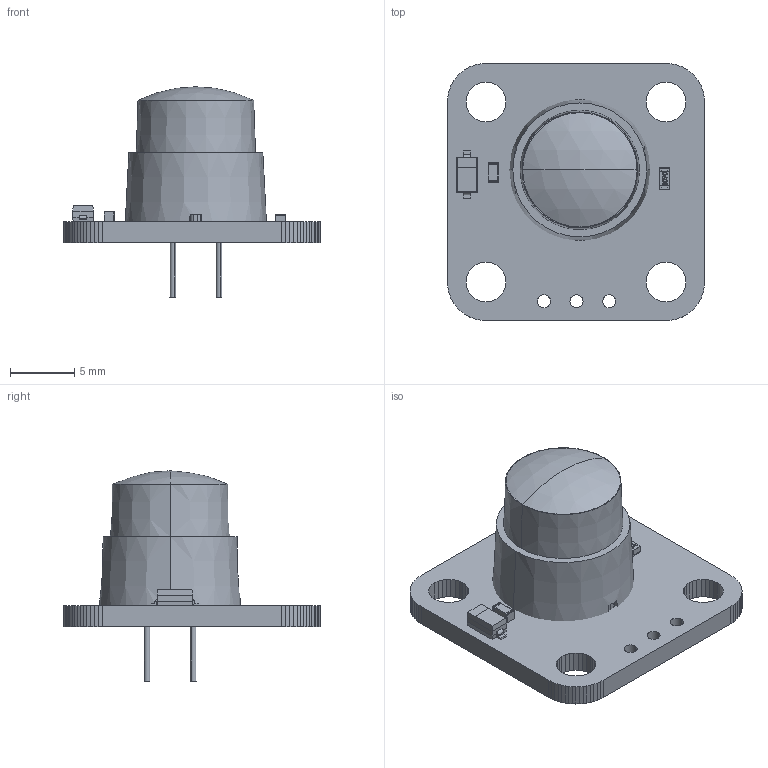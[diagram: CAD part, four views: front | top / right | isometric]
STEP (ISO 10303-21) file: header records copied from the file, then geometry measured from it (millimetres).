
FILE_DESCRIPTION(('PCB Model'),'2;1');
FILE_NAME('EVE PIR.STEP','2021-09-07T16:09:15',( 'pritesh'),('Unspecified'),'Open CASCADE STEP processor 6.8', 'Proteus','Unknown');
FILE_SCHEMA(('AUTOMOTIVE_DESIGN { 1 0 10303 214 1 1 1 1 }'));
Length unit declared in the file: millimetre
Products named in the file (27): Open CASCADE STEP translator 6.8 1; Layer_1; U1; Open CASCADE STEP translator 6.8 1.2.1; Body_1; SOLID; C1; Open CASCADE STEP translator 6.8 1.3.1; Part_3; Part_2; Part_1; D1; Open CASCADE STEP translator 6.8 1.4.1; R1; Open CASCADE STEP translator 6.8 1.5.1; =>[0:1:1:3]; =>[0:1:1:4]; =>[0:1:1:5]; =>[0:1:1:6]
Assembly tree (26 placements, depth 6):
  Open CASCADE STEP translator 6.8 1
    Layer_1
    U1
      Open CASCADE STEP translator 6.8 1.2.1
        Body_1
          (unnamed)
          (unnamed)
            SOLID
            SOLID
            SOLID
            SOLID
    C1
      Open CASCADE STEP translator 6.8 1.3.1
        Body_1
          Part_3
          Part_2
          Part_1
    D1
      Open CASCADE STEP translator 6.8 1.4.1
        Body_1
    R1
      Open CASCADE STEP translator 6.8 1.5.1
        Body_1
          =>[0:1:1:3]
          =>[0:1:1:4]
          =>[0:1:1:5]
          =>[0:1:1:6]
Bounding box: 20 x 20 x 16.37 mm (x, y, z)
Volume: 1415.6 mm3; surface area: 1678 mm2
Topology: 14 solids, 14 shells, 417 faces, 1113 edges, 725 vertices
Faces by surface type: plane 306, cylinder 56, bspline 41, sphere 10, cone 4
Entity records: 17285 total; most frequent: CARTESIAN_POINT 5209, ORIENTED_EDGE 2210, DIRECTION 1943, EDGE_CURVE 1105, LINE 881, VECTOR 881, VERTEX_POINT 725, AXIS2_PLACEMENT_3D 531
